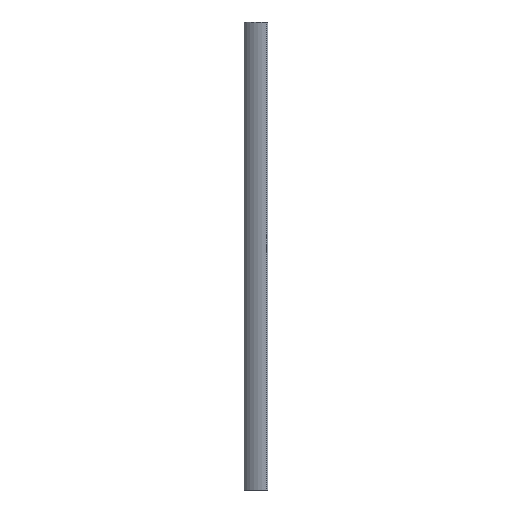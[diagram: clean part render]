
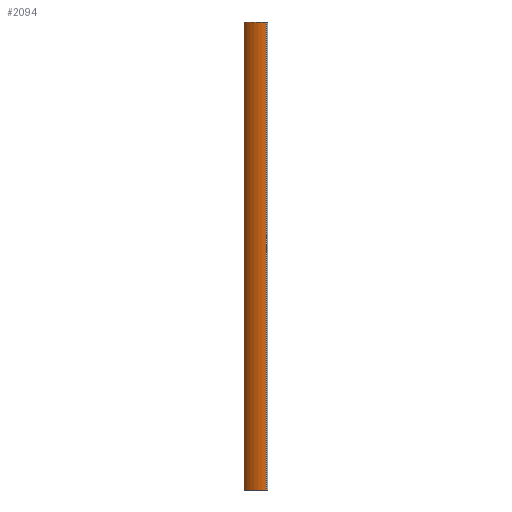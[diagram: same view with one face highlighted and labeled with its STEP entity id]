
A CAD part, left-side view. The second image highlights one B-rep face of the part: STEP entity #2094.
In plain terms, the highlighted cylindrical face has radius 60 mm (diameter 120 mm), a partial arc.
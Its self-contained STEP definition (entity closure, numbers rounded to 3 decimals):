
#171=FACE_OUTER_BOUND('',#281,.T.);
#281=EDGE_LOOP('',(#1813,#1814,#1815,#1816));
#386=CIRCLE('',#2261,60.);
#408=CIRCLE('',#2322,60.);
#595=LINE('',#3583,#786);
#596=LINE('',#3587,#787);
#786=VECTOR('',#2953,1000.);
#787=VECTOR('',#2958,1000.);
#955=VERTEX_POINT('',#3423);
#956=VERTEX_POINT('',#3425);
#996=VERTEX_POINT('',#3581);
#997=VERTEX_POINT('',#3585);
#1224=EDGE_CURVE('',#955,#956,#386,.T.);
#1303=EDGE_CURVE('',#955,#996,#595,.T.);
#1304=EDGE_CURVE('',#997,#996,#408,.T.);
#1305=EDGE_CURVE('',#956,#997,#596,.T.);
#1813=ORIENTED_EDGE('',*,*,#1303,.T.);
#1814=ORIENTED_EDGE('',*,*,#1304,.F.);
#1815=ORIENTED_EDGE('',*,*,#1305,.F.);
#1816=ORIENTED_EDGE('',*,*,#1224,.F.);
#1991=CYLINDRICAL_SURFACE('',#2321,60.);
#2094=ADVANCED_FACE('',(#171),#1991,.T.);
#2261=AXIS2_PLACEMENT_3D('',#3426,#2776,#2777);
#2321=AXIS2_PLACEMENT_3D('',#3584,#2954,#2955);
#2322=AXIS2_PLACEMENT_3D('',#3586,#2956,#2957);
#2776=DIRECTION('center_axis',(0.,0.,-1.));
#2777=DIRECTION('ref_axis',(-0.545,0.839,0.));
#2953=DIRECTION('',(0.,0.,1.));
#2954=DIRECTION('center_axis',(0.,0.,1.));
#2955=DIRECTION('ref_axis',(-0.545,0.839,0.));
#2956=DIRECTION('center_axis',(0.,0.,1.));
#2957=DIRECTION('ref_axis',(-0.545,0.839,0.));
#2958=DIRECTION('',(0.,0.,1.));
#3423=CARTESIAN_POINT('',(-20.975,-19.344,-500.));
#3425=CARTESIAN_POINT('',(6.251,27.853,-500.));
#3426=CARTESIAN_POINT('Origin',(38.944,-22.457,-500.));
#3581=CARTESIAN_POINT('',(-20.975,-19.344,500.));
#3583=CARTESIAN_POINT('',(-20.975,-19.344,0.));
#3584=CARTESIAN_POINT('Origin',(38.944,-22.457,0.));
#3585=CARTESIAN_POINT('',(6.251,27.853,500.));
#3586=CARTESIAN_POINT('Origin',(38.944,-22.457,500.));
#3587=CARTESIAN_POINT('',(6.251,27.853,0.));
